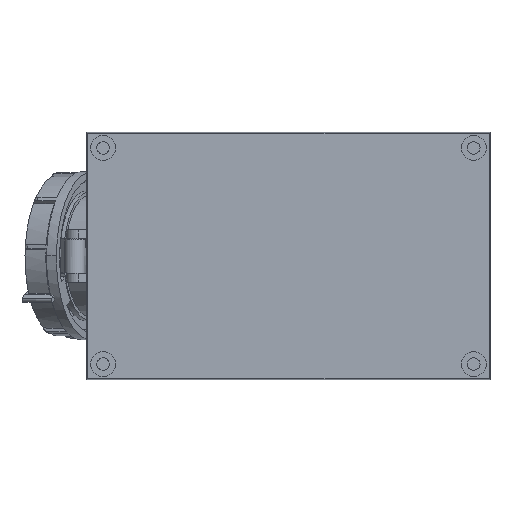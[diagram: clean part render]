
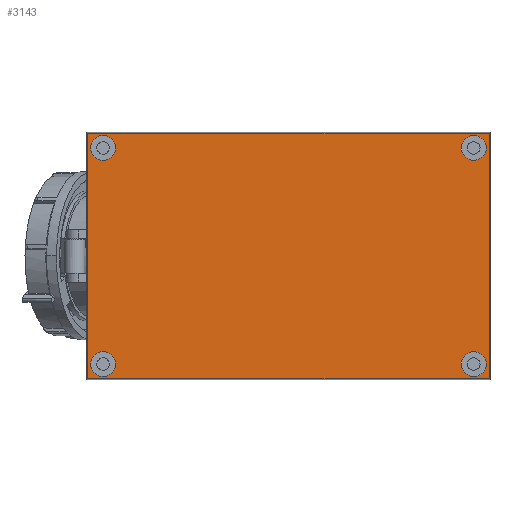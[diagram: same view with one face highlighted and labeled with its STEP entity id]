
A CAD part, front view. The second image highlights one B-rep face of the part: STEP entity #3143.
In plain terms, the highlighted planar face has unit normal (0, -1, 0).
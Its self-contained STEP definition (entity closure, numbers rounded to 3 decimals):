
#108 = DIRECTION ( 'NONE',  ( 0., 1., 0. ) ) ;
#529 = CARTESIAN_POINT ( 'NONE',  ( -120., 3., 70. ) ) ;
#800 = EDGE_CURVE ( 'NONE', #24475, #19998, #28764, .T. ) ;
#850 = VERTEX_POINT ( 'NONE', #1030 ) ;
#1030 = CARTESIAN_POINT ( 'NONE',  ( 130., 3., -79.5 ) ) ;
#1239 = EDGE_LOOP ( 'NONE', ( #27363, #25275 ) ) ;
#1543 = CIRCLE ( 'NONE', #9735, 8.05 ) ;
#1675 = DIRECTION ( 'NONE',  ( 0., -1., 0. ) ) ;
#2083 = VERTEX_POINT ( 'NONE', #17145 ) ;
#3091 = VERTEX_POINT ( 'NONE', #6242 ) ;
#3108 = DIRECTION ( 'NONE',  ( 0., 1., 0. ) ) ;
#3143 = ADVANCED_FACE ( 'NONE', ( #3852, #27328, #4037, #29916, #30278 ), #27372, .T. ) ;
#3281 = CARTESIAN_POINT ( 'NONE',  ( 0., 3., -79.5 ) ) ;
#3507 = ORIENTED_EDGE ( 'NONE', *, *, #800, .T. ) ;
#3519 = ORIENTED_EDGE ( 'NONE', *, *, #10659, .T. ) ;
#3852 = FACE_OUTER_BOUND ( 'NONE', #8620, .T. ) ;
#3944 = CIRCLE ( 'NONE', #11017, 8.05 ) ;
#4037 = FACE_BOUND ( 'NONE', #27671, .T. ) ;
#4065 = VERTEX_POINT ( 'NONE', #27035 ) ;
#4360 = CIRCLE ( 'NONE', #17951, 8.05 ) ;
#5651 = AXIS2_PLACEMENT_3D ( 'NONE', #21504, #14029, #11478 ) ;
#6242 = CARTESIAN_POINT ( 'NONE',  ( 111.95, 3., -70. ) ) ;
#6913 = VERTEX_POINT ( 'NONE', #17955 ) ;
#7103 = ORIENTED_EDGE ( 'NONE', *, *, #33227, .F. ) ;
#7757 = LINE ( 'NONE', #18289, #13256 ) ;
#7986 = EDGE_CURVE ( 'NONE', #14281, #3091, #3944, .T. ) ;
#7991 = VECTOR ( 'NONE', #11913, 1000. ) ;
#8080 = CARTESIAN_POINT ( 'NONE',  ( 130., 3., 79.5 ) ) ;
#8282 = EDGE_CURVE ( 'NONE', #28195, #10654, #7757, .T. ) ;
#8563 = DIRECTION ( 'NONE',  ( 1., 0., 0. ) ) ;
#8620 = EDGE_LOOP ( 'NONE', ( #18864, #31482, #23047, #7103 ) ) ;
#8701 = CARTESIAN_POINT ( 'NONE',  ( -111.95, 3., 70. ) ) ;
#9156 = DIRECTION ( 'NONE',  ( 1., 0., 0. ) ) ;
#9366 = CARTESIAN_POINT ( 'NONE',  ( 0., 3., 0. ) ) ;
#9735 = AXIS2_PLACEMENT_3D ( 'NONE', #12266, #28663, #25926 ) ;
#9796 = AXIS2_PLACEMENT_3D ( 'NONE', #16710, #3108, #8563 ) ;
#10214 = CARTESIAN_POINT ( 'NONE',  ( -120., 3., -70. ) ) ;
#10536 = DIRECTION ( 'NONE',  ( 1., 0., 0. ) ) ;
#10654 = VERTEX_POINT ( 'NONE', #8080 ) ;
#10659 = EDGE_CURVE ( 'NONE', #19998, #24475, #13336, .T. ) ;
#11017 = AXIS2_PLACEMENT_3D ( 'NONE', #12108, #21759, #17362 ) ;
#11034 = CARTESIAN_POINT ( 'NONE',  ( -111.95, 3., -70. ) ) ;
#11478 = DIRECTION ( 'NONE',  ( 1., 0., 0. ) ) ;
#11629 = CARTESIAN_POINT ( 'NONE',  ( 120., 3., 70. ) ) ;
#11652 = EDGE_CURVE ( 'NONE', #850, #29153, #16380, .T. ) ;
#11908 = DIRECTION ( 'NONE',  ( -1., 0., 0. ) ) ;
#11913 = DIRECTION ( 'NONE',  ( 0., 0., 1. ) ) ;
#12108 = CARTESIAN_POINT ( 'NONE',  ( 120., 3., -70. ) ) ;
#12266 = CARTESIAN_POINT ( 'NONE',  ( -120., 3., -70. ) ) ;
#13256 = VECTOR ( 'NONE', #28484, 1000. ) ;
#13336 = CIRCLE ( 'NONE', #14956, 8.05 ) ;
#13854 = DIRECTION ( 'NONE',  ( 0., 1., 0. ) ) ;
#14029 = DIRECTION ( 'NONE',  ( 0., 1., 0. ) ) ;
#14281 = VERTEX_POINT ( 'NONE', #19933 ) ;
#14303 = CARTESIAN_POINT ( 'NONE',  ( -130., 3., 0. ) ) ;
#14386 = CIRCLE ( 'NONE', #18724, 8.05 ) ;
#14956 = AXIS2_PLACEMENT_3D ( 'NONE', #529, #13854, #21311 ) ;
#15445 = CARTESIAN_POINT ( 'NONE',  ( 130., 3., 0. ) ) ;
#16365 = ORIENTED_EDGE ( 'NONE', *, *, #18990, .T. ) ;
#16380 = LINE ( 'NONE', #3281, #19142 ) ;
#16539 = AXIS2_PLACEMENT_3D ( 'NONE', #11629, #21970, #32349 ) ;
#16710 = CARTESIAN_POINT ( 'NONE',  ( -120., 3., 70. ) ) ;
#17145 = CARTESIAN_POINT ( 'NONE',  ( -128.05, 3., -70. ) ) ;
#17362 = DIRECTION ( 'NONE',  ( 1., 0., 0. ) ) ;
#17951 = AXIS2_PLACEMENT_3D ( 'NONE', #10214, #108, #10536 ) ;
#17955 = CARTESIAN_POINT ( 'NONE',  ( 128.05, 3., 70. ) ) ;
#18289 = CARTESIAN_POINT ( 'NONE',  ( 0., 3., 79.5 ) ) ;
#18307 = CARTESIAN_POINT ( 'NONE',  ( -130., 3., 79.5 ) ) ;
#18724 = AXIS2_PLACEMENT_3D ( 'NONE', #22047, #32426, #9156 ) ;
#18864 = ORIENTED_EDGE ( 'NONE', *, *, #11652, .F. ) ;
#18925 = DIRECTION ( 'NONE',  ( -1., 0., 0. ) ) ;
#18990 = EDGE_CURVE ( 'NONE', #32485, #2083, #1543, .T. ) ;
#19142 = VECTOR ( 'NONE', #18925, 1000. ) ;
#19673 = AXIS2_PLACEMENT_3D ( 'NONE', #9366, #1675, #11908 ) ;
#19933 = CARTESIAN_POINT ( 'NONE',  ( 128.05, 3., -70. ) ) ;
#19998 = VERTEX_POINT ( 'NONE', #27925 ) ;
#20337 = VECTOR ( 'NONE', #33282, 1000. ) ;
#21311 = DIRECTION ( 'NONE',  ( 1., 0., 0. ) ) ;
#21504 = CARTESIAN_POINT ( 'NONE',  ( 120., 3., 70. ) ) ;
#21759 = DIRECTION ( 'NONE',  ( 0., 1., 0. ) ) ;
#21970 = DIRECTION ( 'NONE',  ( 0., 1., 0. ) ) ;
#22047 = CARTESIAN_POINT ( 'NONE',  ( 120., 3., -70. ) ) ;
#22116 = EDGE_CURVE ( 'NONE', #6913, #4065, #22484, .T. ) ;
#22253 = LINE ( 'NONE', #14303, #7991 ) ;
#22484 = CIRCLE ( 'NONE', #5651, 8.05 ) ;
#23047 = ORIENTED_EDGE ( 'NONE', *, *, #8282, .F. ) ;
#23886 = EDGE_LOOP ( 'NONE', ( #16365, #25080 ) ) ;
#24475 = VERTEX_POINT ( 'NONE', #8701 ) ;
#24728 = ORIENTED_EDGE ( 'NONE', *, *, #22116, .T. ) ;
#25080 = ORIENTED_EDGE ( 'NONE', *, *, #25227, .T. ) ;
#25227 = EDGE_CURVE ( 'NONE', #2083, #32485, #4360, .T. ) ;
#25275 = ORIENTED_EDGE ( 'NONE', *, *, #31456, .T. ) ;
#25917 = ORIENTED_EDGE ( 'NONE', *, *, #30689, .T. ) ;
#25926 = DIRECTION ( 'NONE',  ( 1., 0., 0. ) ) ;
#26442 = EDGE_LOOP ( 'NONE', ( #3507, #3519 ) ) ;
#27035 = CARTESIAN_POINT ( 'NONE',  ( 111.95, 3., 70. ) ) ;
#27328 = FACE_BOUND ( 'NONE', #26442, .T. ) ;
#27363 = ORIENTED_EDGE ( 'NONE', *, *, #7986, .T. ) ;
#27372 = PLANE ( 'NONE',  #19673 ) ;
#27671 = EDGE_LOOP ( 'NONE', ( #24728, #25917 ) ) ;
#27925 = CARTESIAN_POINT ( 'NONE',  ( -128.05, 3., 70. ) ) ;
#28195 = VERTEX_POINT ( 'NONE', #18307 ) ;
#28290 = CARTESIAN_POINT ( 'NONE',  ( -130., 3., -79.5 ) ) ;
#28484 = DIRECTION ( 'NONE',  ( 1., 0., 0. ) ) ;
#28663 = DIRECTION ( 'NONE',  ( 0., 1., 0. ) ) ;
#28764 = CIRCLE ( 'NONE', #9796, 8.05 ) ;
#29153 = VERTEX_POINT ( 'NONE', #28290 ) ;
#29916 = FACE_BOUND ( 'NONE', #23886, .T. ) ;
#30278 = FACE_BOUND ( 'NONE', #1239, .T. ) ;
#30689 = EDGE_CURVE ( 'NONE', #4065, #6913, #31208, .T. ) ;
#30918 = LINE ( 'NONE', #15445, #20337 ) ;
#31208 = CIRCLE ( 'NONE', #16539, 8.05 ) ;
#31456 = EDGE_CURVE ( 'NONE', #3091, #14281, #14386, .T. ) ;
#31482 = ORIENTED_EDGE ( 'NONE', *, *, #32671, .F. ) ;
#32349 = DIRECTION ( 'NONE',  ( 1., 0., 0. ) ) ;
#32426 = DIRECTION ( 'NONE',  ( 0., 1., 0. ) ) ;
#32485 = VERTEX_POINT ( 'NONE', #11034 ) ;
#32671 = EDGE_CURVE ( 'NONE', #10654, #850, #30918, .T. ) ;
#33227 = EDGE_CURVE ( 'NONE', #29153, #28195, #22253, .T. ) ;
#33282 = DIRECTION ( 'NONE',  ( 0., 0., -1. ) ) ;
